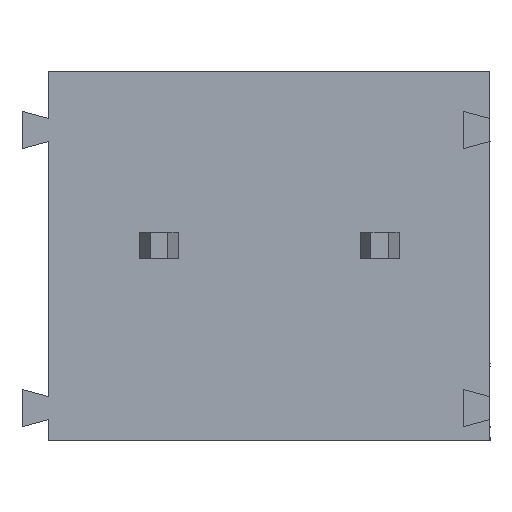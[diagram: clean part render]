
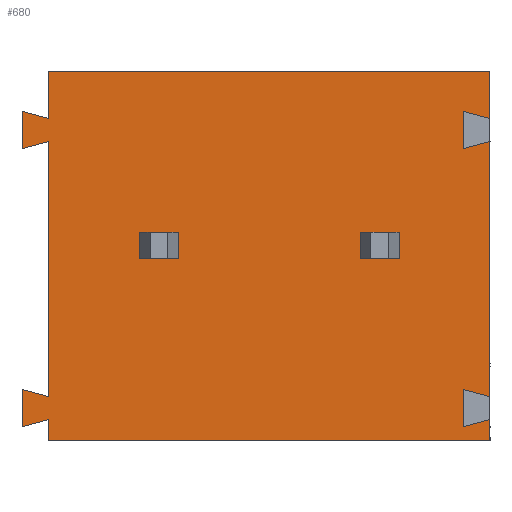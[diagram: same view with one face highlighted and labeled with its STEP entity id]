
A CAD part, front view. The second image highlights one B-rep face of the part: STEP entity #680.
In plain terms, the highlighted free-form (B-spline) face has degree [1, 1] with [2, 2] control points.
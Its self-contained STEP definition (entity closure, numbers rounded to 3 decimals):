
#84=CARTESIAN_POINT('',(20.32,0.,8.5));
#85=VERTEX_POINT('',#84);
#91=CARTESIAN_POINT('',(20.32,0.,7.415));
#92=VERTEX_POINT('',#91);
#93=CARTESIAN_POINT('',(20.32,0.,7.415));
#94=CARTESIAN_POINT('',(20.32,0.,8.5));
#95=B_SPLINE_CURVE_WITH_KNOTS('',1,(#93,#94),.POLYLINE_FORM.,.F.,.U.,(2,2),(0.,1.),.UNSPECIFIED.);
#96=EDGE_CURVE('',#92,#85,#95,.T.);
#112=CARTESIAN_POINT('',(20.32,0.,6.885));
#113=VERTEX_POINT('',#112);
#119=CARTESIAN_POINT('',(20.32,0.,1.015));
#120=VERTEX_POINT('',#119);
#121=CARTESIAN_POINT('',(20.32,0.,1.015));
#122=CARTESIAN_POINT('',(20.32,0.,6.885));
#123=B_SPLINE_CURVE_WITH_KNOTS('',1,(#121,#122),.POLYLINE_FORM.,.F.,.U.,(2,2),(0.,1.),.UNSPECIFIED.);
#124=EDGE_CURVE('',#120,#113,#123,.T.);
#140=CARTESIAN_POINT('',(20.32,0.,0.485));
#141=VERTEX_POINT('',#140);
#147=CARTESIAN_POINT('',(20.32,0.,0.));
#148=VERTEX_POINT('',#147);
#149=CARTESIAN_POINT('',(20.32,0.,0.));
#150=CARTESIAN_POINT('',(20.32,0.,0.485));
#151=B_SPLINE_CURVE_WITH_KNOTS('',1,(#149,#150),.POLYLINE_FORM.,.F.,.U.,(2,2),(0.,1.),.UNSPECIFIED.);
#152=EDGE_CURVE('',#148,#141,#151,.T.);
#466=CARTESIAN_POINT('',(10.16,0.,8.5));
#467=VERTEX_POINT('',#466);
#473=CARTESIAN_POINT('',(10.16,0.,8.5));
#474=CARTESIAN_POINT('',(20.32,0.,8.5));
#475=B_SPLINE_CURVE_WITH_KNOTS('',1,(#473,#474),.POLYLINE_FORM.,.F.,.U.,(2,2),(0.,1.),.UNSPECIFIED.);
#476=EDGE_CURVE('',#467,#85,#475,.T.);
#503=CARTESIAN_POINT('',(9.55,0.,8.5));
#504=CARTESIAN_POINT('',(20.32,0.,8.5));
#505=CARTESIAN_POINT('',(9.55,0.,0.));
#506=CARTESIAN_POINT('',(20.32,0.,0.));
#507=B_SPLINE_SURFACE_WITH_KNOTS('',1,1,((#503,#504),(#505,#506)),.PLANE_SURF.,.F.,.F.,.U.,(2,2),(2,2),(0.,1.),(0.,1.),.UNSPECIFIED.);
#508=ORIENTED_EDGE('',*,*,#152,.T.);
#509=CARTESIAN_POINT('',(19.71,0.,0.322));
#510=VERTEX_POINT('',#509);
#511=CARTESIAN_POINT('',(20.32,0.,0.485));
#512=CARTESIAN_POINT('',(19.71,0.,0.322));
#513=B_SPLINE_CURVE_WITH_KNOTS('',1,(#511,#512),.POLYLINE_FORM.,.F.,.U.,(2,2),(0.,1.),.UNSPECIFIED.);
#514=EDGE_CURVE('',#141,#510,#513,.T.);
#515=ORIENTED_EDGE('',*,*,#514,.T.);
#516=CARTESIAN_POINT('',(19.71,0.,1.178));
#517=VERTEX_POINT('',#516);
#518=CARTESIAN_POINT('',(19.71,0.,0.322));
#519=CARTESIAN_POINT('',(19.71,0.,1.178));
#520=B_SPLINE_CURVE_WITH_KNOTS('',1,(#518,#519),.POLYLINE_FORM.,.F.,.U.,(2,2),(0.,1.),.UNSPECIFIED.);
#521=EDGE_CURVE('',#510,#517,#520,.T.);
#522=ORIENTED_EDGE('',*,*,#521,.T.);
#523=CARTESIAN_POINT('',(19.71,0.,1.178));
#524=CARTESIAN_POINT('',(20.32,0.,1.015));
#525=B_SPLINE_CURVE_WITH_KNOTS('',1,(#523,#524),.POLYLINE_FORM.,.F.,.U.,(2,2),(0.,1.),.UNSPECIFIED.);
#526=EDGE_CURVE('',#517,#120,#525,.T.);
#527=ORIENTED_EDGE('',*,*,#526,.T.);
#528=ORIENTED_EDGE('',*,*,#124,.T.);
#529=CARTESIAN_POINT('',(19.71,0.,6.722));
#530=VERTEX_POINT('',#529);
#531=CARTESIAN_POINT('',(20.32,0.,6.885));
#532=CARTESIAN_POINT('',(19.71,0.,6.722));
#533=B_SPLINE_CURVE_WITH_KNOTS('',1,(#531,#532),.POLYLINE_FORM.,.F.,.U.,(2,2),(0.,1.),.UNSPECIFIED.);
#534=EDGE_CURVE('',#113,#530,#533,.T.);
#535=ORIENTED_EDGE('',*,*,#534,.T.);
#536=CARTESIAN_POINT('',(19.71,0.,7.578));
#537=VERTEX_POINT('',#536);
#538=CARTESIAN_POINT('',(19.71,0.,6.722));
#539=CARTESIAN_POINT('',(19.71,0.,7.578));
#540=B_SPLINE_CURVE_WITH_KNOTS('',1,(#538,#539),.POLYLINE_FORM.,.F.,.U.,(2,2),(0.,1.),.UNSPECIFIED.);
#541=EDGE_CURVE('',#530,#537,#540,.T.);
#542=ORIENTED_EDGE('',*,*,#541,.T.);
#543=CARTESIAN_POINT('',(19.71,0.,7.578));
#544=CARTESIAN_POINT('',(20.32,0.,7.415));
#545=B_SPLINE_CURVE_WITH_KNOTS('',1,(#543,#544),.POLYLINE_FORM.,.F.,.U.,(2,2),(0.,1.),.UNSPECIFIED.);
#546=EDGE_CURVE('',#537,#92,#545,.T.);
#547=ORIENTED_EDGE('',*,*,#546,.T.);
#548=ORIENTED_EDGE('',*,*,#96,.T.);
#549=ORIENTED_EDGE('',*,*,#476,.F.);
#550=CARTESIAN_POINT('',(10.16,0.,7.415));
#551=VERTEX_POINT('',#550);
#552=CARTESIAN_POINT('',(10.16,0.,7.415));
#553=CARTESIAN_POINT('',(10.16,0.,8.5));
#554=B_SPLINE_CURVE_WITH_KNOTS('',1,(#552,#553),.POLYLINE_FORM.,.F.,.U.,(2,2),(0.,1.),.UNSPECIFIED.);
#555=EDGE_CURVE('',#551,#467,#554,.T.);
#556=ORIENTED_EDGE('',*,*,#555,.F.);
#557=CARTESIAN_POINT('',(9.55,0.,7.578));
#558=VERTEX_POINT('',#557);
#559=CARTESIAN_POINT('',(10.16,0.,7.415));
#560=CARTESIAN_POINT('',(9.55,0.,7.578));
#561=B_SPLINE_CURVE_WITH_KNOTS('',1,(#559,#560),.POLYLINE_FORM.,.F.,.U.,(2,2),(0.,1.),.UNSPECIFIED.);
#562=EDGE_CURVE('',#551,#558,#561,.T.);
#563=ORIENTED_EDGE('',*,*,#562,.T.);
#564=CARTESIAN_POINT('',(9.55,0.,6.722));
#565=VERTEX_POINT('',#564);
#566=CARTESIAN_POINT('',(9.55,0.,7.578));
#567=CARTESIAN_POINT('',(9.55,0.,6.722));
#568=B_SPLINE_CURVE_WITH_KNOTS('',1,(#566,#567),.POLYLINE_FORM.,.F.,.U.,(2,2),(0.,1.),.UNSPECIFIED.);
#569=EDGE_CURVE('',#558,#565,#568,.T.);
#570=ORIENTED_EDGE('',*,*,#569,.T.);
#571=CARTESIAN_POINT('',(10.16,0.,6.885));
#572=VERTEX_POINT('',#571);
#573=CARTESIAN_POINT('',(9.55,0.,6.722));
#574=CARTESIAN_POINT('',(10.16,0.,6.885));
#575=B_SPLINE_CURVE_WITH_KNOTS('',1,(#573,#574),.POLYLINE_FORM.,.F.,.U.,(2,2),(0.,1.),.UNSPECIFIED.);
#576=EDGE_CURVE('',#565,#572,#575,.T.);
#577=ORIENTED_EDGE('',*,*,#576,.T.);
#578=CARTESIAN_POINT('',(10.16,0.,1.015));
#579=VERTEX_POINT('',#578);
#580=CARTESIAN_POINT('',(10.16,0.,1.015));
#581=CARTESIAN_POINT('',(10.16,0.,6.885));
#582=B_SPLINE_CURVE_WITH_KNOTS('',1,(#580,#581),.POLYLINE_FORM.,.F.,.U.,(2,2),(0.,1.),.UNSPECIFIED.);
#583=EDGE_CURVE('',#579,#572,#582,.T.);
#584=ORIENTED_EDGE('',*,*,#583,.F.);
#585=CARTESIAN_POINT('',(9.55,0.,1.178));
#586=VERTEX_POINT('',#585);
#587=CARTESIAN_POINT('',(10.16,0.,1.015));
#588=CARTESIAN_POINT('',(9.55,0.,1.178));
#589=B_SPLINE_CURVE_WITH_KNOTS('',1,(#587,#588),.POLYLINE_FORM.,.F.,.U.,(2,2),(0.,1.),.UNSPECIFIED.);
#590=EDGE_CURVE('',#579,#586,#589,.T.);
#591=ORIENTED_EDGE('',*,*,#590,.T.);
#592=CARTESIAN_POINT('',(9.55,0.,0.322));
#593=VERTEX_POINT('',#592);
#594=CARTESIAN_POINT('',(9.55,0.,1.178));
#595=CARTESIAN_POINT('',(9.55,0.,0.322));
#596=B_SPLINE_CURVE_WITH_KNOTS('',1,(#594,#595),.POLYLINE_FORM.,.F.,.U.,(2,2),(0.,1.),.UNSPECIFIED.);
#597=EDGE_CURVE('',#586,#593,#596,.T.);
#598=ORIENTED_EDGE('',*,*,#597,.T.);
#599=CARTESIAN_POINT('',(10.16,0.,0.485));
#600=VERTEX_POINT('',#599);
#601=CARTESIAN_POINT('',(9.55,0.,0.322));
#602=CARTESIAN_POINT('',(10.16,0.,0.485));
#603=B_SPLINE_CURVE_WITH_KNOTS('',1,(#601,#602),.POLYLINE_FORM.,.F.,.U.,(2,2),(0.,1.),.UNSPECIFIED.);
#604=EDGE_CURVE('',#593,#600,#603,.T.);
#605=ORIENTED_EDGE('',*,*,#604,.T.);
#606=CARTESIAN_POINT('',(10.16,0.,0.));
#607=VERTEX_POINT('',#606);
#608=CARTESIAN_POINT('',(10.16,0.,0.));
#609=CARTESIAN_POINT('',(10.16,0.,0.485));
#610=B_SPLINE_CURVE_WITH_KNOTS('',1,(#608,#609),.POLYLINE_FORM.,.F.,.U.,(2,2),(0.,1.),.UNSPECIFIED.);
#611=EDGE_CURVE('',#607,#600,#610,.T.);
#612=ORIENTED_EDGE('',*,*,#611,.F.);
#613=CARTESIAN_POINT('',(10.16,0.,0.));
#614=CARTESIAN_POINT('',(20.32,0.,0.));
#615=B_SPLINE_CURVE_WITH_KNOTS('',1,(#613,#614),.POLYLINE_FORM.,.F.,.U.,(2,2),(0.,1.),.UNSPECIFIED.);
#616=EDGE_CURVE('',#607,#148,#615,.T.);
#617=ORIENTED_EDGE('',*,*,#616,.T.);
#618=EDGE_LOOP('',(#508,#515,#522,#527,#528,#535,#542,#547,#548,#549,#556,#563,#570,#577,#584,#591,#598,#605,#612,#617));
#619=FACE_OUTER_BOUND('',#618,.T.);
#620=CARTESIAN_POINT('',(12.25,0.,4.8));
#621=VERTEX_POINT('',#620);
#622=CARTESIAN_POINT('',(13.15,0.,4.8));
#623=VERTEX_POINT('',#622);
#624=CARTESIAN_POINT('',(12.25,0.,4.8));
#625=CARTESIAN_POINT('',(13.15,0.,4.8));
#626=B_SPLINE_CURVE_WITH_KNOTS('',1,(#624,#625),.POLYLINE_FORM.,.F.,.U.,(2,2),(0.,1.),.UNSPECIFIED.);
#627=EDGE_CURVE('',#621,#623,#626,.T.);
#628=ORIENTED_EDGE('',*,*,#627,.T.);
#629=CARTESIAN_POINT('',(13.15,0.,4.2));
#630=VERTEX_POINT('',#629);
#631=CARTESIAN_POINT('',(13.15,0.,4.8));
#632=CARTESIAN_POINT('',(13.15,0.,4.2));
#633=B_SPLINE_CURVE_WITH_KNOTS('',1,(#631,#632),.POLYLINE_FORM.,.F.,.U.,(2,2),(0.,1.),.UNSPECIFIED.);
#634=EDGE_CURVE('',#623,#630,#633,.T.);
#635=ORIENTED_EDGE('',*,*,#634,.T.);
#636=CARTESIAN_POINT('',(12.25,0.,4.2));
#637=VERTEX_POINT('',#636);
#638=CARTESIAN_POINT('',(13.15,0.,4.2));
#639=CARTESIAN_POINT('',(12.25,0.,4.2));
#640=B_SPLINE_CURVE_WITH_KNOTS('',1,(#638,#639),.POLYLINE_FORM.,.F.,.U.,(2,2),(0.,1.),.UNSPECIFIED.);
#641=EDGE_CURVE('',#630,#637,#640,.T.);
#642=ORIENTED_EDGE('',*,*,#641,.T.);
#643=CARTESIAN_POINT('',(12.25,0.,4.2));
#644=CARTESIAN_POINT('',(12.25,0.,4.8));
#645=B_SPLINE_CURVE_WITH_KNOTS('',1,(#643,#644),.POLYLINE_FORM.,.F.,.U.,(2,2),(0.,1.),.UNSPECIFIED.);
#646=EDGE_CURVE('',#637,#621,#645,.T.);
#647=ORIENTED_EDGE('',*,*,#646,.T.);
#648=EDGE_LOOP('',(#628,#635,#642,#647));
#649=FACE_BOUND('',#648,.T.);
#650=CARTESIAN_POINT('',(17.33,0.,4.8));
#651=VERTEX_POINT('',#650);
#652=CARTESIAN_POINT('',(18.23,0.,4.8));
#653=VERTEX_POINT('',#652);
#654=CARTESIAN_POINT('',(17.33,0.,4.8));
#655=CARTESIAN_POINT('',(18.23,0.,4.8));
#656=B_SPLINE_CURVE_WITH_KNOTS('',1,(#654,#655),.POLYLINE_FORM.,.F.,.U.,(2,2),(0.,1.),.UNSPECIFIED.);
#657=EDGE_CURVE('',#651,#653,#656,.T.);
#658=ORIENTED_EDGE('',*,*,#657,.T.);
#659=CARTESIAN_POINT('',(18.23,0.,4.2));
#660=VERTEX_POINT('',#659);
#661=CARTESIAN_POINT('',(18.23,0.,4.8));
#662=CARTESIAN_POINT('',(18.23,0.,4.2));
#663=B_SPLINE_CURVE_WITH_KNOTS('',1,(#661,#662),.POLYLINE_FORM.,.F.,.U.,(2,2),(0.,1.),.UNSPECIFIED.);
#664=EDGE_CURVE('',#653,#660,#663,.T.);
#665=ORIENTED_EDGE('',*,*,#664,.T.);
#666=CARTESIAN_POINT('',(17.33,0.,4.2));
#667=VERTEX_POINT('',#666);
#668=CARTESIAN_POINT('',(18.23,0.,4.2));
#669=CARTESIAN_POINT('',(17.33,0.,4.2));
#670=B_SPLINE_CURVE_WITH_KNOTS('',1,(#668,#669),.POLYLINE_FORM.,.F.,.U.,(2,2),(0.,1.),.UNSPECIFIED.);
#671=EDGE_CURVE('',#660,#667,#670,.T.);
#672=ORIENTED_EDGE('',*,*,#671,.T.);
#673=CARTESIAN_POINT('',(17.33,0.,4.2));
#674=CARTESIAN_POINT('',(17.33,0.,4.8));
#675=B_SPLINE_CURVE_WITH_KNOTS('',1,(#673,#674),.POLYLINE_FORM.,.F.,.U.,(2,2),(0.,1.),.UNSPECIFIED.);
#676=EDGE_CURVE('',#667,#651,#675,.T.);
#677=ORIENTED_EDGE('',*,*,#676,.T.);
#678=EDGE_LOOP('',(#658,#665,#672,#677));
#679=FACE_BOUND('',#678,.T.);
#680=ADVANCED_FACE('',(#619,#649,#679),#507,.T.);
